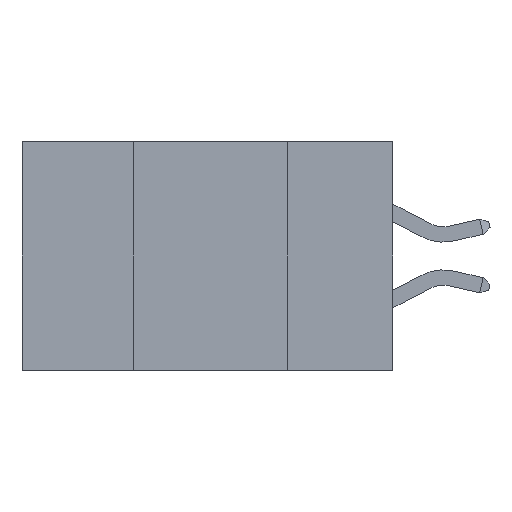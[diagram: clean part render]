
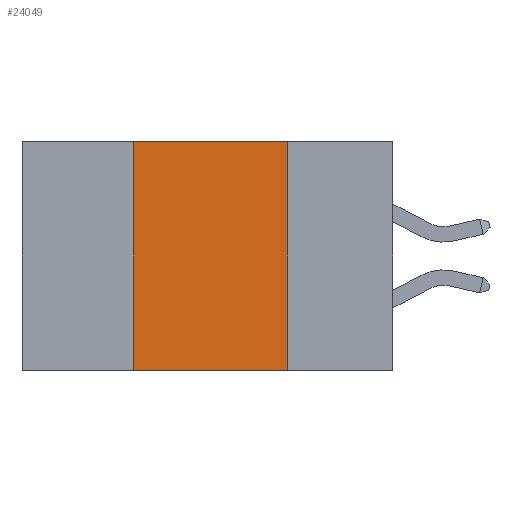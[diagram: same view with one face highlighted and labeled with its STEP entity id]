
A CAD part, left-side view. The second image highlights one B-rep face of the part: STEP entity #24049.
In plain terms, the highlighted planar face has unit normal (-1, 0, 0).
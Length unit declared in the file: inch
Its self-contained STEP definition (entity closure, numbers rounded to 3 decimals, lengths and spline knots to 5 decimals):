
#112 = CARTESIAN_POINT ( 'NONE',  ( 0., 0.6, 0. ) ) ;
#260 = PLANE ( 'NONE',  #35037 ) ;
#1092 = ORIENTED_EDGE ( 'NONE', *, *, #17259, .F. ) ;
#1250 = DIRECTION ( 'NONE',  ( 0., 0., -1. ) ) ;
#1535 = CARTESIAN_POINT ( 'NONE',  ( 0., 0.42, 0. ) ) ;
#3404 = LINE ( 'NONE', #27039, #11012 ) ;
#7632 = LINE ( 'NONE', #112, #40888 ) ;
#7649 = ORIENTED_EDGE ( 'NONE', *, *, #40994, .F. ) ;
#9596 = CARTESIAN_POINT ( 'NONE',  ( 0., 0.17, -0.37 ) ) ;
#9918 = DIRECTION ( 'NONE',  ( 0., -1., 0. ) ) ;
#10085 = DIRECTION ( 'NONE',  ( 0., 0., -1. ) ) ;
#11012 = VECTOR ( 'NONE', #1250, 39.37008 ) ;
#11313 = CARTESIAN_POINT ( 'NONE',  ( 0., 0.42, -0.37 ) ) ;
#13930 = CARTESIAN_POINT ( 'NONE',  ( 0., 0.17, 0. ) ) ;
#14654 = EDGE_CURVE ( 'NONE', #23499, #21156, #7632, .T. ) ;
#15101 = EDGE_CURVE ( 'NONE', #17353, #17599, #39853, .T. ) ;
#16386 = CARTESIAN_POINT ( 'NONE',  ( 0., 0.6, 0. ) ) ;
#17075 = ORIENTED_EDGE ( 'NONE', *, *, #14654, .F. ) ;
#17259 = EDGE_CURVE ( 'NONE', #21156, #17599, #3404, .T. ) ;
#17353 = VERTEX_POINT ( 'NONE', #11313 ) ;
#17599 = VERTEX_POINT ( 'NONE', #9596 ) ;
#18383 = ORIENTED_EDGE ( 'NONE', *, *, #15101, .T. ) ;
#19535 = CARTESIAN_POINT ( 'NONE',  ( 0., 0.42, 0. ) ) ;
#20069 = EDGE_LOOP ( 'NONE', ( #1092, #17075, #7649, #18383 ) ) ;
#21024 = DIRECTION ( 'NONE',  ( 0., 0., 1. ) ) ;
#21156 = VERTEX_POINT ( 'NONE', #13930 ) ;
#22351 = VECTOR ( 'NONE', #21024, 39.37008 ) ;
#22738 = DIRECTION ( 'NONE',  ( 0., -1., 0. ) ) ;
#23499 = VERTEX_POINT ( 'NONE', #19535 ) ;
#24049 = ADVANCED_FACE ( 'NONE', ( #24815 ), #260, .F. ) ;
#24363 = LINE ( 'NONE', #1535, #22351 ) ;
#24815 = FACE_OUTER_BOUND ( 'NONE', #20069, .T. ) ;
#27039 = CARTESIAN_POINT ( 'NONE',  ( 0., 0.17, 0. ) ) ;
#29297 = DIRECTION ( 'NONE',  ( 1., 0., 0. ) ) ;
#31200 = VECTOR ( 'NONE', #9918, 39.37008 ) ;
#35037 = AXIS2_PLACEMENT_3D ( 'NONE', #16386, #29297, #10085 ) ;
#35486 = CARTESIAN_POINT ( 'NONE',  ( 0., 0.6, -0.37 ) ) ;
#39853 = LINE ( 'NONE', #35486, #31200 ) ;
#40888 = VECTOR ( 'NONE', #22738, 39.37008 ) ;
#40994 = EDGE_CURVE ( 'NONE', #17353, #23499, #24363, .T. ) ;
